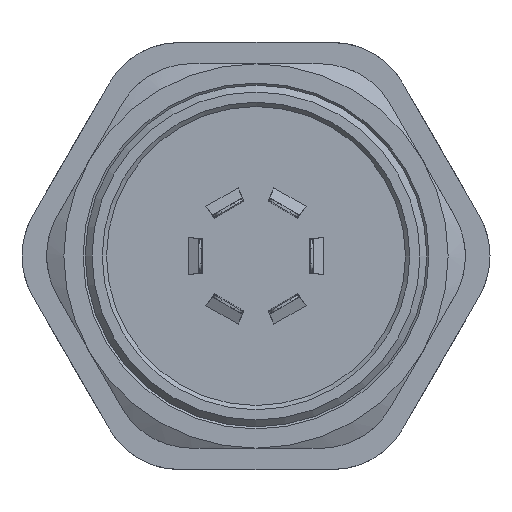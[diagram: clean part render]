
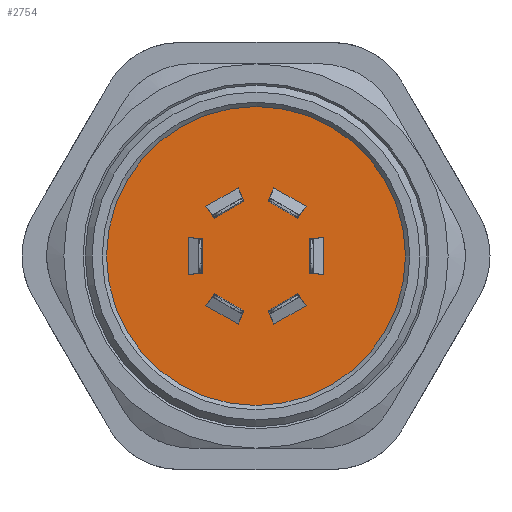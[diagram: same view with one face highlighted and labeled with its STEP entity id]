
A CAD part, front view. The second image highlights one B-rep face of the part: STEP entity #2754.
In plain terms, the highlighted planar face has unit normal (0, -1, 0).
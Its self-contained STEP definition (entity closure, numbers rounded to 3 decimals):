
#213=FACE_BOUND('',#868,.T.);
#214=FACE_BOUND('',#869,.T.);
#215=FACE_BOUND('',#870,.T.);
#216=FACE_BOUND('',#871,.T.);
#217=FACE_BOUND('',#872,.T.);
#218=FACE_BOUND('',#873,.T.);
#227=LINE('',#3901,#462);
#228=LINE('',#3903,#463);
#229=LINE('',#3905,#464);
#230=LINE('',#3906,#465);
#231=LINE('',#3909,#466);
#232=LINE('',#3911,#467);
#233=LINE('',#3913,#468);
#234=LINE('',#3914,#469);
#235=LINE('',#3917,#470);
#236=LINE('',#3919,#471);
#237=LINE('',#3921,#472);
#238=LINE('',#3922,#473);
#239=LINE('',#3925,#474);
#240=LINE('',#3927,#475);
#241=LINE('',#3929,#476);
#242=LINE('',#3930,#477);
#243=LINE('',#3933,#478);
#244=LINE('',#3935,#479);
#245=LINE('',#3937,#480);
#246=LINE('',#3938,#481);
#247=LINE('',#3941,#482);
#248=LINE('',#3943,#483);
#249=LINE('',#3945,#484);
#250=LINE('',#3946,#485);
#462=VECTOR('',#3190,10.);
#463=VECTOR('',#3191,10.);
#464=VECTOR('',#3192,10.);
#465=VECTOR('',#3193,10.);
#466=VECTOR('',#3194,10.);
#467=VECTOR('',#3195,10.);
#468=VECTOR('',#3196,10.);
#469=VECTOR('',#3197,10.);
#470=VECTOR('',#3198,10.);
#471=VECTOR('',#3199,10.);
#472=VECTOR('',#3200,10.);
#473=VECTOR('',#3201,10.);
#474=VECTOR('',#3202,10.);
#475=VECTOR('',#3203,10.);
#476=VECTOR('',#3204,10.);
#477=VECTOR('',#3205,10.);
#478=VECTOR('',#3206,10.);
#479=VECTOR('',#3207,10.);
#480=VECTOR('',#3208,10.);
#481=VECTOR('',#3209,10.);
#482=VECTOR('',#3210,10.);
#483=VECTOR('',#3211,10.);
#484=VECTOR('',#3212,10.);
#485=VECTOR('',#3213,10.);
#697=FACE_OUTER_BOUND('',#867,.T.);
#867=EDGE_LOOP('',(#1824));
#868=EDGE_LOOP('',(#1825,#1826,#1827,#1828));
#869=EDGE_LOOP('',(#1829,#1830,#1831,#1832));
#870=EDGE_LOOP('',(#1833,#1834,#1835,#1836));
#871=EDGE_LOOP('',(#1837,#1838,#1839,#1840));
#872=EDGE_LOOP('',(#1841,#1842,#1843,#1844));
#873=EDGE_LOOP('',(#1845,#1846,#1847,#1848));
#1051=CIRCLE('',#2948,17.5);
#1130=VERTEX_POINT('',#3897);
#1131=VERTEX_POINT('',#3899);
#1132=VERTEX_POINT('',#3900);
#1133=VERTEX_POINT('',#3902);
#1134=VERTEX_POINT('',#3904);
#1135=VERTEX_POINT('',#3907);
#1136=VERTEX_POINT('',#3908);
#1137=VERTEX_POINT('',#3910);
#1138=VERTEX_POINT('',#3912);
#1139=VERTEX_POINT('',#3915);
#1140=VERTEX_POINT('',#3916);
#1141=VERTEX_POINT('',#3918);
#1142=VERTEX_POINT('',#3920);
#1143=VERTEX_POINT('',#3923);
#1144=VERTEX_POINT('',#3924);
#1145=VERTEX_POINT('',#3926);
#1146=VERTEX_POINT('',#3928);
#1147=VERTEX_POINT('',#3931);
#1148=VERTEX_POINT('',#3932);
#1149=VERTEX_POINT('',#3934);
#1150=VERTEX_POINT('',#3936);
#1151=VERTEX_POINT('',#3939);
#1152=VERTEX_POINT('',#3940);
#1153=VERTEX_POINT('',#3942);
#1154=VERTEX_POINT('',#3944);
#1400=EDGE_CURVE('',#1130,#1130,#1051,.T.);
#1401=EDGE_CURVE('',#1131,#1132,#227,.T.);
#1402=EDGE_CURVE('',#1133,#1131,#228,.T.);
#1403=EDGE_CURVE('',#1134,#1133,#229,.T.);
#1404=EDGE_CURVE('',#1132,#1134,#230,.T.);
#1405=EDGE_CURVE('',#1135,#1136,#231,.T.);
#1406=EDGE_CURVE('',#1137,#1135,#232,.T.);
#1407=EDGE_CURVE('',#1138,#1137,#233,.T.);
#1408=EDGE_CURVE('',#1136,#1138,#234,.T.);
#1409=EDGE_CURVE('',#1139,#1140,#235,.T.);
#1410=EDGE_CURVE('',#1141,#1139,#236,.T.);
#1411=EDGE_CURVE('',#1142,#1141,#237,.T.);
#1412=EDGE_CURVE('',#1140,#1142,#238,.T.);
#1413=EDGE_CURVE('',#1143,#1144,#239,.T.);
#1414=EDGE_CURVE('',#1145,#1143,#240,.T.);
#1415=EDGE_CURVE('',#1146,#1145,#241,.T.);
#1416=EDGE_CURVE('',#1144,#1146,#242,.T.);
#1417=EDGE_CURVE('',#1147,#1148,#243,.T.);
#1418=EDGE_CURVE('',#1149,#1147,#244,.T.);
#1419=EDGE_CURVE('',#1150,#1149,#245,.T.);
#1420=EDGE_CURVE('',#1148,#1150,#246,.T.);
#1421=EDGE_CURVE('',#1151,#1152,#247,.T.);
#1422=EDGE_CURVE('',#1153,#1151,#248,.T.);
#1423=EDGE_CURVE('',#1154,#1153,#249,.T.);
#1424=EDGE_CURVE('',#1152,#1154,#250,.T.);
#1824=ORIENTED_EDGE('',*,*,#1400,.F.);
#1825=ORIENTED_EDGE('',*,*,#1401,.F.);
#1826=ORIENTED_EDGE('',*,*,#1402,.F.);
#1827=ORIENTED_EDGE('',*,*,#1403,.F.);
#1828=ORIENTED_EDGE('',*,*,#1404,.F.);
#1829=ORIENTED_EDGE('',*,*,#1405,.F.);
#1830=ORIENTED_EDGE('',*,*,#1406,.F.);
#1831=ORIENTED_EDGE('',*,*,#1407,.F.);
#1832=ORIENTED_EDGE('',*,*,#1408,.F.);
#1833=ORIENTED_EDGE('',*,*,#1409,.F.);
#1834=ORIENTED_EDGE('',*,*,#1410,.F.);
#1835=ORIENTED_EDGE('',*,*,#1411,.F.);
#1836=ORIENTED_EDGE('',*,*,#1412,.F.);
#1837=ORIENTED_EDGE('',*,*,#1413,.F.);
#1838=ORIENTED_EDGE('',*,*,#1414,.F.);
#1839=ORIENTED_EDGE('',*,*,#1415,.F.);
#1840=ORIENTED_EDGE('',*,*,#1416,.F.);
#1841=ORIENTED_EDGE('',*,*,#1417,.F.);
#1842=ORIENTED_EDGE('',*,*,#1418,.F.);
#1843=ORIENTED_EDGE('',*,*,#1419,.F.);
#1844=ORIENTED_EDGE('',*,*,#1420,.F.);
#1845=ORIENTED_EDGE('',*,*,#1421,.F.);
#1846=ORIENTED_EDGE('',*,*,#1422,.F.);
#1847=ORIENTED_EDGE('',*,*,#1423,.F.);
#1848=ORIENTED_EDGE('',*,*,#1424,.F.);
#2672=PLANE('',#2947);
#2754=ADVANCED_FACE('',(#697,#213,#214,#215,#216,#217,#218),#2672,.T.);
#2947=AXIS2_PLACEMENT_3D('',#3896,#3186,#3187);
#2948=AXIS2_PLACEMENT_3D('',#3898,#3188,#3189);
#3186=DIRECTION('center_axis',(0.,-1.,0.));
#3187=DIRECTION('ref_axis',(0.,0.,-1.));
#3188=DIRECTION('center_axis',(0.,1.,0.));
#3189=DIRECTION('ref_axis',(-1.,0.,0.));
#3190=DIRECTION('',(-0.995,0.,-0.095));
#3191=DIRECTION('',(0.,0.,1.));
#3192=DIRECTION('',(0.995,0.,-0.095));
#3193=DIRECTION('',(0.,0.,-1.));
#3194=DIRECTION('',(-0.58,0.,0.815));
#3195=DIRECTION('',(0.866,0.,0.5));
#3196=DIRECTION('',(0.416,0.,-0.91));
#3197=DIRECTION('',(-0.866,0.,-0.5));
#3198=DIRECTION('',(0.416,0.,0.91));
#3199=DIRECTION('',(0.866,0.,-0.5));
#3200=DIRECTION('',(-0.58,0.,-0.815));
#3201=DIRECTION('',(-0.866,0.,0.5));
#3202=DIRECTION('',(0.995,0.,0.095));
#3203=DIRECTION('',(0.,0.,-1.));
#3204=DIRECTION('',(-0.995,0.,0.095));
#3205=DIRECTION('',(0.,0.,1.));
#3206=DIRECTION('',(0.58,0.,-0.815));
#3207=DIRECTION('',(-0.866,0.,-0.5));
#3208=DIRECTION('',(-0.416,0.,0.91));
#3209=DIRECTION('',(0.866,0.,0.5));
#3210=DIRECTION('',(-0.416,0.,-0.91));
#3211=DIRECTION('',(-0.866,0.,0.5));
#3212=DIRECTION('',(0.58,0.,0.815));
#3213=DIRECTION('',(0.866,0.,-0.5));
#3896=CARTESIAN_POINT('Origin',(0.,8.725,
0.));
#3897=CARTESIAN_POINT('',(17.5,8.725,0.));
#3898=CARTESIAN_POINT('Origin',(0.,8.725,
0.));
#3899=CARTESIAN_POINT('',(7.961,8.725,2.174));
#3900=CARTESIAN_POINT('',(7.251,8.725,2.106));
#3901=CARTESIAN_POINT('',(8.499,8.725,2.225));
#3902=CARTESIAN_POINT('',(7.961,8.725,-2.174));
#3903=CARTESIAN_POINT('',(7.961,8.725,0.));
#3904=CARTESIAN_POINT('',(7.251,8.725,-2.106));
#3905=CARTESIAN_POINT('',(2.687,8.725,-1.672));
#3906=CARTESIAN_POINT('',(7.251,8.725,0.));
#3907=CARTESIAN_POINT('',(5.863,8.725,-5.808));
#3908=CARTESIAN_POINT('',(5.45,8.725,-5.227));
#3909=CARTESIAN_POINT('',(6.177,8.725,-6.248));
#3910=CARTESIAN_POINT('',(2.098,8.725,-7.982));
#3911=CARTESIAN_POINT('',(3.981,8.725,-6.895));
#3912=CARTESIAN_POINT('',(1.802,8.725,-7.333));
#3913=CARTESIAN_POINT('',(-0.104,8.725,-3.163));
#3914=CARTESIAN_POINT('',(3.626,8.725,-6.28));
#3915=CARTESIAN_POINT('',(-2.098,8.725,-7.982));
#3916=CARTESIAN_POINT('',(-1.802,8.725,-7.333));
#3917=CARTESIAN_POINT('',(-2.323,8.725,-8.473));
#3918=CARTESIAN_POINT('',(-5.863,8.725,-5.808));
#3919=CARTESIAN_POINT('',(-3.981,8.725,-6.895));
#3920=CARTESIAN_POINT('',(-5.45,8.725,-5.227));
#3921=CARTESIAN_POINT('',(-2.791,8.725,-1.492));
#3922=CARTESIAN_POINT('',(-3.626,8.725,-6.28));
#3923=CARTESIAN_POINT('',(-7.961,8.725,-2.174));
#3924=CARTESIAN_POINT('',(-7.251,8.725,-2.106));
#3925=CARTESIAN_POINT('',(-8.499,8.725,-2.225));
#3926=CARTESIAN_POINT('',(-7.961,8.725,2.174));
#3927=CARTESIAN_POINT('',(-7.961,8.725,0.));
#3928=CARTESIAN_POINT('',(-7.251,8.725,2.106));
#3929=CARTESIAN_POINT('',(-2.687,8.725,1.672));
#3930=CARTESIAN_POINT('',(-7.251,8.725,0.));
#3931=CARTESIAN_POINT('',(-5.863,8.725,5.808));
#3932=CARTESIAN_POINT('',(-5.45,8.725,5.227));
#3933=CARTESIAN_POINT('',(-6.177,8.725,6.248));
#3934=CARTESIAN_POINT('',(-2.098,8.725,7.982));
#3935=CARTESIAN_POINT('',(-3.981,8.725,6.895));
#3936=CARTESIAN_POINT('',(-1.802,8.725,7.333));
#3937=CARTESIAN_POINT('',(0.104,8.725,3.163));
#3938=CARTESIAN_POINT('',(-3.626,8.725,6.28));
#3939=CARTESIAN_POINT('',(2.098,8.725,7.982));
#3940=CARTESIAN_POINT('',(1.802,8.725,7.333));
#3941=CARTESIAN_POINT('',(2.323,8.725,8.473));
#3942=CARTESIAN_POINT('',(5.863,8.725,5.808));
#3943=CARTESIAN_POINT('',(3.981,8.725,6.895));
#3944=CARTESIAN_POINT('',(5.45,8.725,5.227));
#3945=CARTESIAN_POINT('',(2.791,8.725,1.492));
#3946=CARTESIAN_POINT('',(3.626,8.725,6.28));
